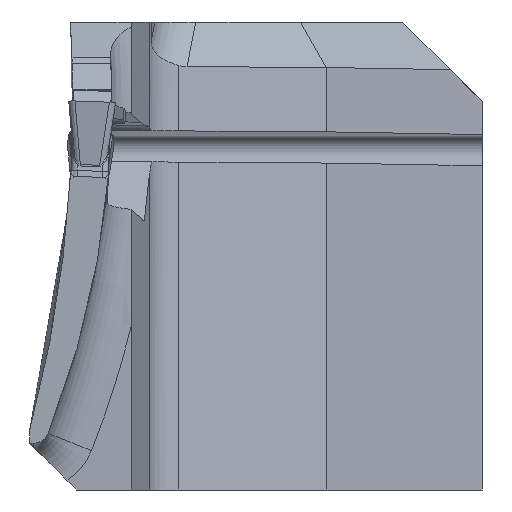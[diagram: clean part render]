
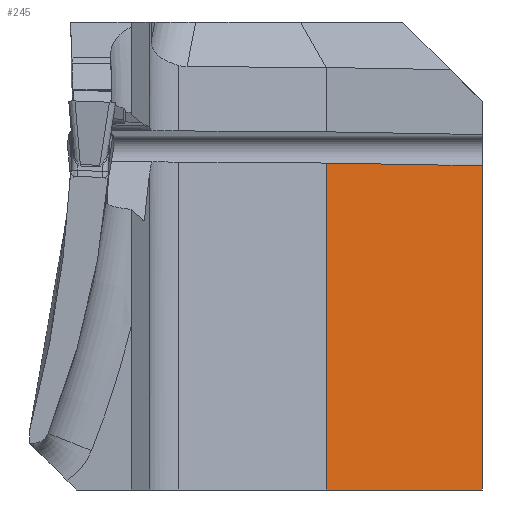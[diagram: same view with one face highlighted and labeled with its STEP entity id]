
A CAD part, front view. The second image highlights one B-rep face of the part: STEP entity #245.
In plain terms, the highlighted planar face has unit normal (0.707, -0.707, 0).
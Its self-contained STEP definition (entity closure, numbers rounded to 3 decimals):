
#245=ADVANCED_FACE('',(#420),#359,.F.);
#359=PLANE('',#2263);
#420=FACE_OUTER_BOUND('',#539,.T.);
#539=EDGE_LOOP('',(#828,#829,#830,#831));
#828=ORIENTED_EDGE('',*,*,#1698,.F.);
#829=ORIENTED_EDGE('',*,*,#1697,.F.);
#830=ORIENTED_EDGE('',*,*,#1699,.F.);
#831=ORIENTED_EDGE('',*,*,#1631,.T.);
#1412=VERTEX_POINT('',#2912);
#1413=VERTEX_POINT('',#2914);
#1463=VERTEX_POINT('',#3059);
#1465=VERTEX_POINT('',#3063);
#1631=EDGE_CURVE('',#1413,#1412,#1961,.T.);
#1697=EDGE_CURVE('',#1465,#1463,#2003,.T.);
#1698=EDGE_CURVE('',#1463,#1412,#2004,.T.);
#1699=EDGE_CURVE('',#1413,#1465,#2005,.T.);
#1961=LINE('',#2913,#2098);
#2003=LINE('',#3064,#2140);
#2004=LINE('',#3066,#2141);
#2005=LINE('',#3067,#2142);
#2098=VECTOR('',#2419,1.);
#2140=VECTOR('',#2531,1.);
#2141=VECTOR('',#2534,1.);
#2142=VECTOR('',#2535,1.);
#2263=AXIS2_PLACEMENT_3D('',#3068,#2536,#2537);
#2419=DIRECTION('',(0.,0.,1.));
#2531=DIRECTION('',(0.,0.,1.));
#2534=DIRECTION('',(0.707,0.707,-0.012));
#2535=DIRECTION('',(-0.707,-0.707,0.));
#2536=DIRECTION('',(-0.707,0.707,0.));
#2537=DIRECTION('',(-0.707,-0.707,0.));
#2912=CARTESIAN_POINT('',(0.,-120.058,20.785));
#2913=CARTESIAN_POINT('',(0.,-120.058,0.));
#2914=CARTESIAN_POINT('',(0.,-120.058,0.));
#3059=CARTESIAN_POINT('',(-10.,-130.058,20.959));
#3063=CARTESIAN_POINT('',(-10.,-130.058,0.));
#3064=CARTESIAN_POINT('',(-10.,-130.058,0.));
#3066=CARTESIAN_POINT('',(0.181,-119.876,20.781));
#3067=CARTESIAN_POINT('',(0.,-120.058,0.));
#3068=CARTESIAN_POINT('',(0.,-120.058,0.));
